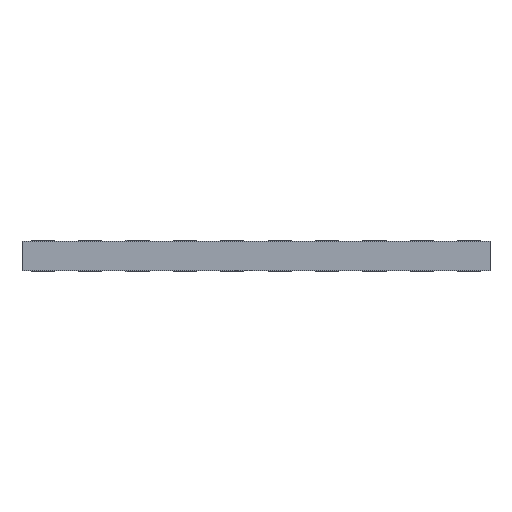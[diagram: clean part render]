
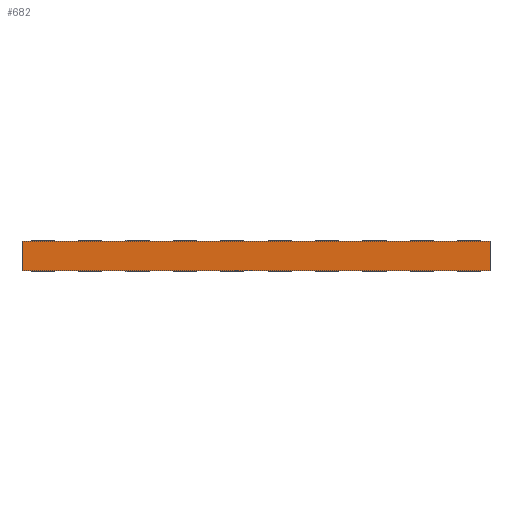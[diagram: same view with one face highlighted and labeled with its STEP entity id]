
A CAD part, top view. The second image highlights one B-rep face of the part: STEP entity #682.
In plain terms, the highlighted planar face has unit normal (0, 0, 1).
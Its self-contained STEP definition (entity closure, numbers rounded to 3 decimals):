
#682=ADVANCED_FACE('',(#2012),#1436,.F.);
#1436=PLANE('',#14810);
#2012=FACE_OUTER_BOUND('',#2763,.T.);
#2763=EDGE_LOOP('',(#3547,#3548,#3549,#3550));
#3547=ORIENTED_EDGE('',*,*,#9185,.F.);
#3548=ORIENTED_EDGE('',*,*,#9186,.F.);
#3549=ORIENTED_EDGE('',*,*,#9187,.F.);
#3550=ORIENTED_EDGE('',*,*,#9188,.F.);
#7787=VERTEX_POINT('',#18960);
#7788=VERTEX_POINT('',#18961);
#7789=VERTEX_POINT('',#18963);
#7790=VERTEX_POINT('',#18965);
#9185=EDGE_CURVE('',#7787,#7788,#11305,.T.);
#9186=EDGE_CURVE('',#7789,#7787,#11306,.T.);
#9187=EDGE_CURVE('',#7790,#7789,#11307,.T.);
#9188=EDGE_CURVE('',#7788,#7790,#11308,.T.);
#11305=LINE('',#18959,#13057);
#11306=LINE('',#18962,#13058);
#11307=LINE('',#18964,#13059);
#11308=LINE('',#18966,#13060);
#13057=VECTOR('',#15610,1.);
#13058=VECTOR('',#15611,1.);
#13059=VECTOR('',#15612,1.);
#13060=VECTOR('',#15613,1.);
#14810=AXIS2_PLACEMENT_3D('',#18967,#15614,#15615);
#15610=DIRECTION('',(-1.,0.,0.));
#15611=DIRECTION('',(0.,-1.,0.));
#15612=DIRECTION('',(1.,0.,0.));
#15613=DIRECTION('',(0.,1.,0.));
#15614=DIRECTION('',(0.,0.,-1.));
#15615=DIRECTION('',(-1.,0.,0.));
#18959=CARTESIAN_POINT('',(-22.35,-1.6,5.2));
#18960=CARTESIAN_POINT('',(7.35,-1.6,5.2));
#18961=CARTESIAN_POINT('',(-43.05,-1.6,5.2));
#18962=CARTESIAN_POINT('',(7.35,6.5,5.2));
#18963=CARTESIAN_POINT('',(7.35,1.6,5.2));
#18964=CARTESIAN_POINT('',(-16.05,1.6,5.2));
#18965=CARTESIAN_POINT('',(-43.05,1.6,5.2));
#18966=CARTESIAN_POINT('',(-43.05,6.5,5.2));
#18967=CARTESIAN_POINT('',(-42.75,6.5,5.2));
